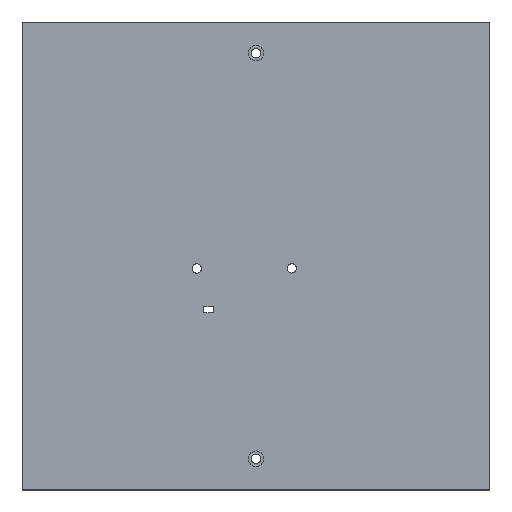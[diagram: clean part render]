
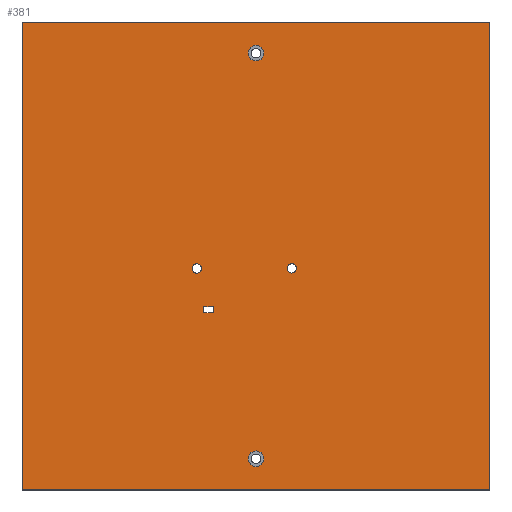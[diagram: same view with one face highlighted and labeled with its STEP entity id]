
A CAD part, top view. The second image highlights one B-rep face of the part: STEP entity #381.
In plain terms, the highlighted planar face has unit normal (0, 0, 1).
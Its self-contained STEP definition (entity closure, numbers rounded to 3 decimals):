
#19=FACE_BOUND('',#82,.T.);
#20=FACE_BOUND('',#83,.T.);
#21=FACE_BOUND('',#84,.T.);
#22=FACE_BOUND('',#85,.T.);
#23=FACE_BOUND('',#86,.T.);
#41=PLANE('',#427);
#59=FACE_OUTER_BOUND('',#81,.T.);
#81=EDGE_LOOP('',(#313,#314,#315,#316));
#82=EDGE_LOOP('',(#317));
#83=EDGE_LOOP('',(#318,#319,#320,#321));
#84=EDGE_LOOP('',(#322));
#85=EDGE_LOOP('',(#323));
#86=EDGE_LOOP('',(#324));
#106=LINE('',#565,#138);
#110=LINE('',#573,#142);
#113=LINE('',#579,#145);
#116=LINE('',#584,#148);
#123=LINE('',#611,#155);
#126=LINE('',#617,#158);
#129=LINE('',#623,#161);
#132=LINE('',#627,#164);
#138=VECTOR('',#456,10.);
#142=VECTOR('',#462,10.);
#145=VECTOR('',#467,10.);
#148=VECTOR('',#472,10.);
#155=VECTOR('',#499,10.);
#158=VECTOR('',#504,10.);
#161=VECTOR('',#509,10.);
#164=VECTOR('',#514,10.);
#169=CIRCLE('',#408,1.5);
#171=CIRCLE('',#415,1.5);
#173=CIRCLE('',#418,2.5);
#175=CIRCLE('',#421,2.5);
#185=VERTEX_POINT('',#557);
#187=VERTEX_POINT('',#563);
#188=VERTEX_POINT('',#564);
#191=VERTEX_POINT('',#572);
#193=VERTEX_POINT('',#578);
#195=VERTEX_POINT('',#587);
#197=VERTEX_POINT('',#593);
#199=VERTEX_POINT('',#599);
#203=VERTEX_POINT('',#608);
#204=VERTEX_POINT('',#610);
#206=VERTEX_POINT('',#616);
#208=VERTEX_POINT('',#622);
#217=EDGE_CURVE('',#185,#185,#169,.T.);
#220=EDGE_CURVE('',#187,#188,#106,.T.);
#224=EDGE_CURVE('',#191,#187,#110,.T.);
#227=EDGE_CURVE('',#193,#191,#113,.T.);
#230=EDGE_CURVE('',#188,#193,#116,.T.);
#232=EDGE_CURVE('',#195,#195,#171,.T.);
#235=EDGE_CURVE('',#197,#197,#173,.T.);
#238=EDGE_CURVE('',#199,#199,#175,.T.);
#243=EDGE_CURVE('',#204,#203,#123,.T.);
#246=EDGE_CURVE('',#206,#204,#126,.T.);
#249=EDGE_CURVE('',#208,#206,#129,.T.);
#252=EDGE_CURVE('',#203,#208,#132,.T.);
#313=ORIENTED_EDGE('',*,*,#252,.T.);
#314=ORIENTED_EDGE('',*,*,#249,.T.);
#315=ORIENTED_EDGE('',*,*,#246,.T.);
#316=ORIENTED_EDGE('',*,*,#243,.T.);
#317=ORIENTED_EDGE('',*,*,#217,.T.);
#318=ORIENTED_EDGE('',*,*,#220,.T.);
#319=ORIENTED_EDGE('',*,*,#230,.T.);
#320=ORIENTED_EDGE('',*,*,#227,.T.);
#321=ORIENTED_EDGE('',*,*,#224,.T.);
#322=ORIENTED_EDGE('',*,*,#232,.T.);
#323=ORIENTED_EDGE('',*,*,#238,.T.);
#324=ORIENTED_EDGE('',*,*,#235,.T.);
#381=ADVANCED_FACE('',(#59,#19,#20,#21,#22,#23),#41,.T.);
#408=AXIS2_PLACEMENT_3D('',#558,#449,#450);
#415=AXIS2_PLACEMENT_3D('',#588,#476,#477);
#418=AXIS2_PLACEMENT_3D('',#594,#483,#484);
#421=AXIS2_PLACEMENT_3D('',#600,#490,#491);
#427=AXIS2_PLACEMENT_3D('',#628,#515,#516);
#449=DIRECTION('center_axis',(0.,0.,-1.));
#450=DIRECTION('ref_axis',(-1.,0.,0.));
#456=DIRECTION('',(0.,-1.,0.));
#462=DIRECTION('',(1.,0.,0.));
#467=DIRECTION('',(0.,1.,0.));
#472=DIRECTION('',(-1.,0.,0.));
#476=DIRECTION('center_axis',(0.,0.,-1.));
#477=DIRECTION('ref_axis',(-1.,0.,0.));
#483=DIRECTION('center_axis',(0.,0.,-1.));
#484=DIRECTION('ref_axis',(1.,0.,0.));
#490=DIRECTION('center_axis',(0.,0.,-1.));
#491=DIRECTION('ref_axis',(1.,0.,0.));
#499=DIRECTION('',(-1.,0.,0.));
#504=DIRECTION('',(0.,1.,0.));
#509=DIRECTION('',(1.,0.,0.));
#514=DIRECTION('',(0.,-1.,0.));
#515=DIRECTION('center_axis',(0.,0.,1.));
#516=DIRECTION('ref_axis',(1.,0.,0.));
#557=CARTESIAN_POINT('',(57.5,71.,5.));
#558=CARTESIAN_POINT('Origin',(56.,71.,5.));
#563=CARTESIAN_POINT('',(61.287,58.798,5.));
#564=CARTESIAN_POINT('',(61.287,56.798,5.));
#565=CARTESIAN_POINT('',(61.287,66.899,5.));
#572=CARTESIAN_POINT('',(58.287,58.798,5.));
#573=CARTESIAN_POINT('',(66.644,58.798,5.));
#578=CARTESIAN_POINT('',(58.287,56.798,5.));
#579=CARTESIAN_POINT('',(58.287,65.899,5.));
#584=CARTESIAN_POINT('',(68.144,56.798,5.));
#587=CARTESIAN_POINT('',(87.977,71.029,5.));
#588=CARTESIAN_POINT('Origin',(86.477,71.029,5.));
#593=CARTESIAN_POINT('',(72.5,140.,5.));
#594=CARTESIAN_POINT('Origin',(75.,140.,5.));
#599=CARTESIAN_POINT('',(72.5,10.,5.));
#600=CARTESIAN_POINT('Origin',(75.,10.,5.));
#608=CARTESIAN_POINT('',(0.,150.,5.));
#610=CARTESIAN_POINT('',(150.,150.,5.));
#611=CARTESIAN_POINT('',(150.,150.,5.));
#616=CARTESIAN_POINT('',(150.,0.,5.));
#617=CARTESIAN_POINT('',(150.,0.,5.));
#622=CARTESIAN_POINT('',(0.,0.,5.));
#623=CARTESIAN_POINT('',(0.,0.,5.));
#627=CARTESIAN_POINT('',(0.,150.,5.));
#628=CARTESIAN_POINT('Origin',(75.,75.,5.));
